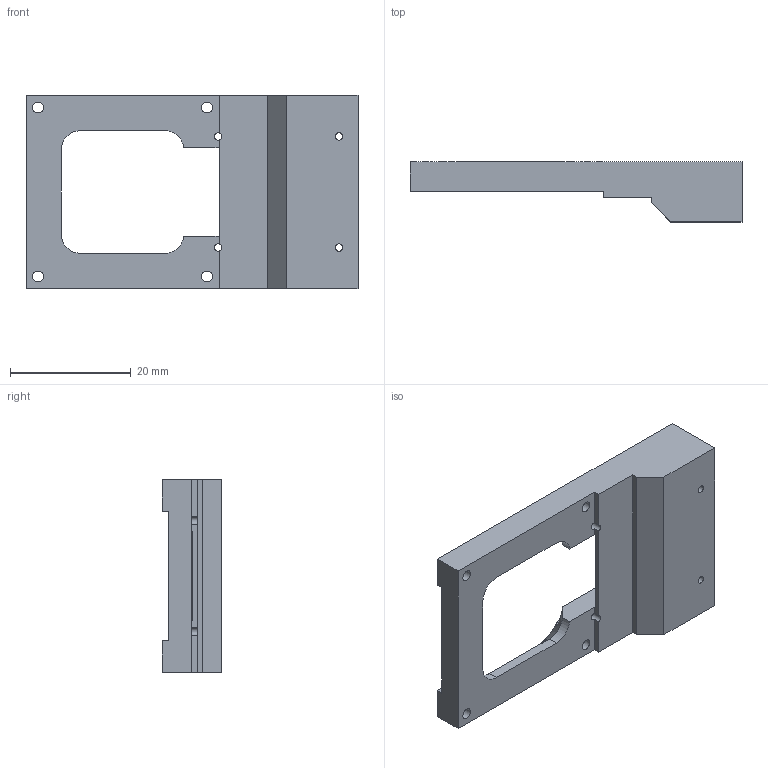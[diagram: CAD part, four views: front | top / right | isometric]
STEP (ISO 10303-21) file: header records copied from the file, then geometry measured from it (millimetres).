
FILE_DESCRIPTION(/* description */ ('NP2 FIBER MOUNT INDICATOR'),/* implementation_level */ '2;1');
FILE_NAME(/* name */ 'J010042 NP2 FIBER MOUNT INDICATOR Rev -.stp',/* time_stamp */ '2021-10-14T13:26:53-04:00',/* author */ ('arnoldj'),/* organization */ (''),/* preprocessor_version */ 'ST-DEVELOPER v18',/* originating_system */ 'Autodesk Inventor 2020',/* authorisation */ '');
FILE_SCHEMA (('AUTOMOTIVE_DESIGN { 1 0 10303 214 3 1 1 }'));
Length unit declared in the file: inch
Products named in the file (1): J010042
Bounding box: 55.04 x 9.91 x 32 mm (x, y, z)
Volume: 5834.8 mm3; surface area: 4417.1 mm2
Topology: 1 solids, 1 shells, 58 faces, 174 edges, 116 vertices
Faces by surface type: plane 35, cylinder 17, cone 4, bspline 2
Full cylindrical faces by diameter (mm): 1.221 x4, 1.803 x4, 3.505 x4
Entity records: 2135 total; most frequent: CARTESIAN_POINT 467, ORIENTED_EDGE 344, DIRECTION 336, EDGE_CURVE 172, AXIS2_PLACEMENT_3D 117, VERTEX_POINT 116, LINE 102, VECTOR 102
